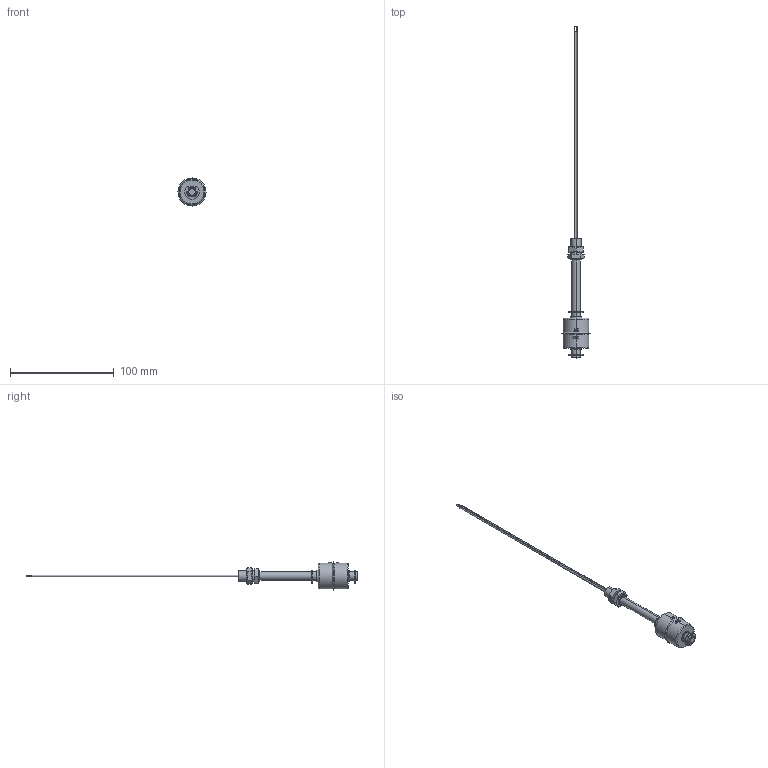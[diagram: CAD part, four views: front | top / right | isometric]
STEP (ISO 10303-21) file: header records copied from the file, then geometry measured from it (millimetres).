
FILE_DESCRIPTION (( 'STEP AP214' ), '1' );
FILE_NAME ('IMP.STEP', '2020-02-12T16:14:41', ( '' ), ( '' ), 'SwSTEP 2.0', 'SolidWorks 2019', '' );
FILE_SCHEMA (( 'AUTOMOTIVE_DESIGN' ));
Length unit declared in the file: millimetre
Products named in the file (1): IMP
Bounding box: 27 x 319.8 x 27 mm (x, y, z)
Surface area: 12347.1 mm2 (no closed solid volume)
Topology: 0 solids, 12 shells, 147 faces, 518 edges, 376 vertices
Faces by surface type: cylinder 57, plane 54, cone 22, bspline 10, torus 4
Entity records: 8322 total; most frequent: CARTESIAN_POINT 2519, DIRECTION 828, ORIENTED_EDGE 800, EDGE_CURVE 518, VERTEX_POINT 376, AXIS2_PLACEMENT_3D 318, VECTOR 192, LINE 192
